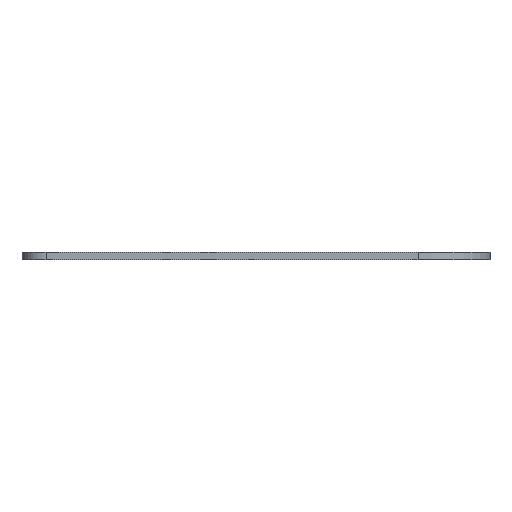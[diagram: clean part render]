
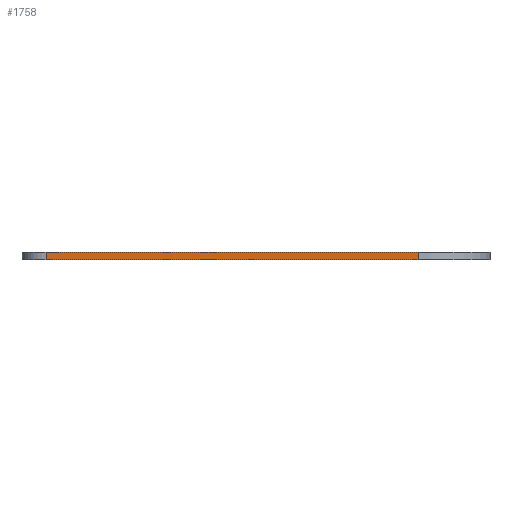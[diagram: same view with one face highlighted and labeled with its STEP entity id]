
A CAD part, left-side view. The second image highlights one B-rep face of the part: STEP entity #1758.
In plain terms, the highlighted planar face has unit normal (-1, 0, 0).
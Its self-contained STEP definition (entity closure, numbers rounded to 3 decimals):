
#52 = VERTEX_POINT ( 'NONE', #1563 ) ;
#243 = VERTEX_POINT ( 'NONE', #4030 ) ;
#335 = EDGE_CURVE ( 'NONE', #3753, #1332, #4118, .T. ) ;
#905 = CARTESIAN_POINT ( 'NONE',  ( -85., -55., 3. ) ) ;
#953 = DIRECTION ( 'NONE',  ( 0., 1., 0. ) ) ;
#1027 = VECTOR ( 'NONE', #2715, 1000. ) ;
#1111 = ORIENTED_EDGE ( 'NONE', *, *, #4729, .T. ) ;
#1302 = CARTESIAN_POINT ( 'NONE',  ( -85., 100., 3. ) ) ;
#1332 = VERTEX_POINT ( 'NONE', #4116 ) ;
#1563 = CARTESIAN_POINT ( 'NONE',  ( -85., 100., 3. ) ) ;
#1758 = ADVANCED_FACE ( 'NONE', ( #5642 ), #3316, .T. ) ;
#2088 = DIRECTION ( 'NONE',  ( -1., 0., 0. ) ) ;
#2198 = VECTOR ( 'NONE', #4990, 1000. ) ;
#2351 = VECTOR ( 'NONE', #953, 1000. ) ;
#2605 = DIRECTION ( 'NONE',  ( 0., 1., 0. ) ) ;
#2715 = DIRECTION ( 'NONE',  ( 0., 1., 0. ) ) ;
#2733 = LINE ( 'NONE', #2758, #2351 ) ;
#2758 = CARTESIAN_POINT ( 'NONE',  ( -85., -55., 0. ) ) ;
#2927 = CARTESIAN_POINT ( 'NONE',  ( -85., -55., 3. ) ) ;
#3115 = DIRECTION ( 'NONE',  ( 0., 0., -1. ) ) ;
#3194 = ORIENTED_EDGE ( 'NONE', *, *, #3973, .F. ) ;
#3253 = LINE ( 'NONE', #905, #1027 ) ;
#3316 = PLANE ( 'NONE',  #3798 ) ;
#3450 = ORIENTED_EDGE ( 'NONE', *, *, #335, .F. ) ;
#3753 = VERTEX_POINT ( 'NONE', #5427 ) ;
#3798 = AXIS2_PLACEMENT_3D ( 'NONE', #2927, #2088, #2605 ) ;
#3973 = EDGE_CURVE ( 'NONE', #1332, #243, #2733, .T. ) ;
#4030 = CARTESIAN_POINT ( 'NONE',  ( -85., 100., 0. ) ) ;
#4116 = CARTESIAN_POINT ( 'NONE',  ( -85., -55., 0. ) ) ;
#4118 = LINE ( 'NONE', #4507, #2198 ) ;
#4290 = ORIENTED_EDGE ( 'NONE', *, *, #5042, .T. ) ;
#4507 = CARTESIAN_POINT ( 'NONE',  ( -85., -55., 3. ) ) ;
#4729 = EDGE_CURVE ( 'NONE', #3753, #52, #3253, .T. ) ;
#4990 = DIRECTION ( 'NONE',  ( 0., 0., -1. ) ) ;
#5042 = EDGE_CURVE ( 'NONE', #52, #243, #5403, .T. ) ;
#5314 = EDGE_LOOP ( 'NONE', ( #3194, #3450, #1111, #4290 ) ) ;
#5349 = VECTOR ( 'NONE', #3115, 1000. ) ;
#5403 = LINE ( 'NONE', #1302, #5349 ) ;
#5427 = CARTESIAN_POINT ( 'NONE',  ( -85., -55., 3. ) ) ;
#5642 = FACE_OUTER_BOUND ( 'NONE', #5314, .T. ) ;
